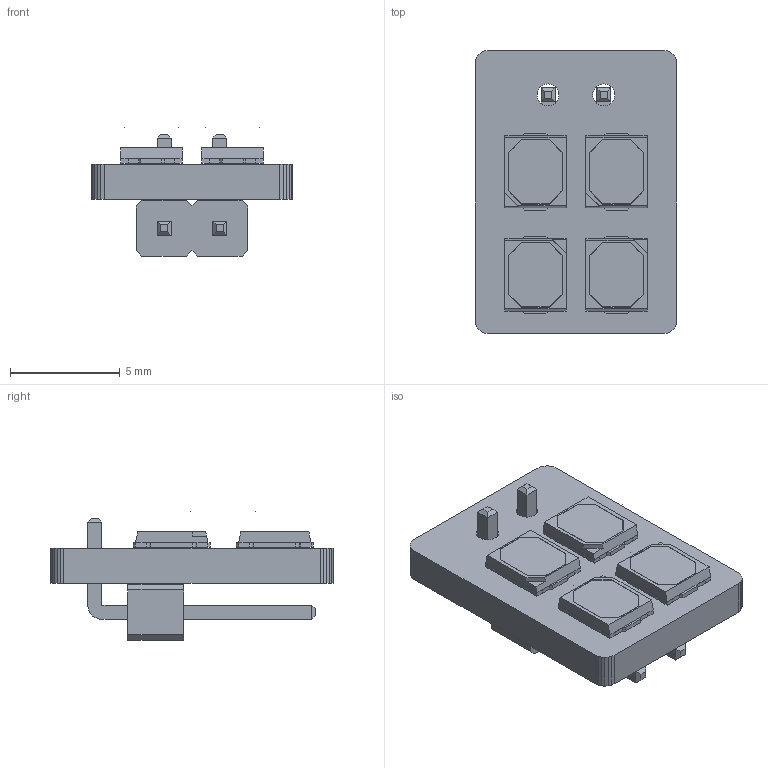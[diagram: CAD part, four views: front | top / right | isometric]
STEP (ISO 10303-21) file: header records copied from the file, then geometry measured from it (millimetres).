
FILE_DESCRIPTION(('KiCad electronic assembly'),'2;1');
FILE_NAME('LED Plate.step','2024-01-20T01:51:24',('Pcbnew'),('Kicad'), 'Open CASCADE STEP processor 7.7','KiCad to STEP converter','Unknown' );
FILE_SCHEMA(('AUTOMOTIVE_DESIGN { 1 0 10303 214 1 1 1 1 }'));
Length unit declared in the file: millimetre
Products named in the file (6): LED Plate 1; led2835; COMPOUND; PinHeader_1x02_P2.54mm_Horizontal; SOLID; LED Plate PCB
Assembly tree (8 placements, depth 3):
  LED Plate 1
    led2835  x4
      COMPOUND
    PinHeader_1x02_P2.54mm_Horizontal
      SOLID
    LED Plate PCB
Bounding box: 9.2 x 12.9 x 5.85 mm (x, y, z)
Volume: 253.1 mm3; surface area: 665.5 mm2
Topology: 18 solids, 22 shells, 666 faces, 1718 edges, 1108 vertices
Faces by surface type: bspline 384, plane 278, cylinder 4
Full cylindrical faces by diameter (mm): 1 x2
Entity records: 15777 total; most frequent: CARTESIAN_POINT 4830, DIRECTION 1345, ORIENTED_EDGE 1202, PCURVE 1202, DEFINITIONAL_REPRESENTATION 1202, LINE 1031, VECTOR 1031, B_SPLINE_CURVE_WITH_KNOTS 661
